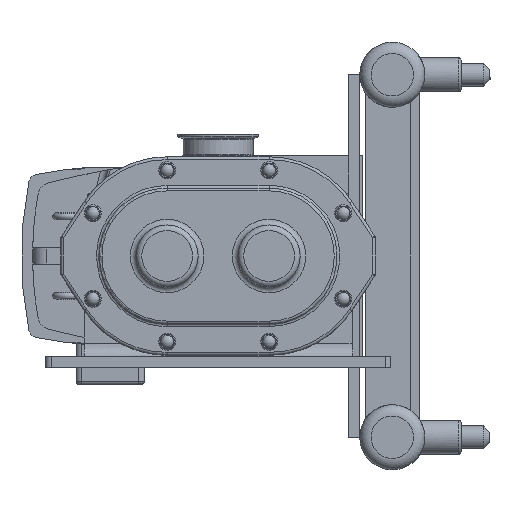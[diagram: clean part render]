
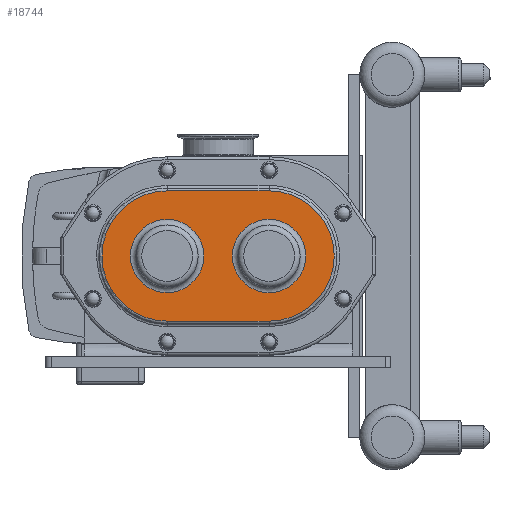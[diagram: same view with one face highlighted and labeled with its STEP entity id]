
A CAD part, left-side view. The second image highlights one B-rep face of the part: STEP entity #18744.
In plain terms, the highlighted planar face has unit normal (-1, 0, 0).
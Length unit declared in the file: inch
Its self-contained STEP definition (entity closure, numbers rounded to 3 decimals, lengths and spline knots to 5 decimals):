
#1271=CIRCLE('',#20516,1.62);
#1272=CIRCLE('',#20518,2.875);
#1273=CIRCLE('',#20519,2.875);
#1274=CIRCLE('',#20520,1.62);
#1802=FACE_BOUND('',#4301,.T.);
#1803=FACE_BOUND('',#4302,.T.);
#2241=PLANE('',#20517);
#3163=FACE_OUTER_BOUND('',#4300,.T.);
#4300=EDGE_LOOP('',(#16440,#16441,#16442,#16443));
#4301=EDGE_LOOP('',(#16444));
#4302=EDGE_LOOP('',(#16445));
#5707=LINE('',#34393,#7078);
#5708=LINE('',#34397,#7079);
#7078=VECTOR('',#25266,0.3937);
#7079=VECTOR('',#25269,0.3937);
#8896=VERTEX_POINT('',#34387);
#8897=VERTEX_POINT('',#34391);
#8898=VERTEX_POINT('',#34392);
#8899=VERTEX_POINT('',#34394);
#8900=VERTEX_POINT('',#34396);
#8901=VERTEX_POINT('',#34399);
#11494=EDGE_CURVE('',#8896,#8896,#1271,.T.);
#11495=EDGE_CURVE('',#8897,#8898,#5707,.T.);
#11496=EDGE_CURVE('',#8899,#8897,#1272,.T.);
#11497=EDGE_CURVE('',#8900,#8899,#5708,.T.);
#11498=EDGE_CURVE('',#8898,#8900,#1273,.T.);
#11499=EDGE_CURVE('',#8901,#8901,#1274,.T.);
#16440=ORIENTED_EDGE('',*,*,#11495,.F.);
#16441=ORIENTED_EDGE('',*,*,#11496,.F.);
#16442=ORIENTED_EDGE('',*,*,#11497,.F.);
#16443=ORIENTED_EDGE('',*,*,#11498,.F.);
#16444=ORIENTED_EDGE('',*,*,#11499,.F.);
#16445=ORIENTED_EDGE('',*,*,#11494,.F.);
#18744=ADVANCED_FACE('',(#3163,#1802,#1803),#2241,.T.);
#20516=AXIS2_PLACEMENT_3D('',#34389,#25262,#25263);
#20517=AXIS2_PLACEMENT_3D('',#34390,#25264,#25265);
#20518=AXIS2_PLACEMENT_3D('',#34395,#25267,#25268);
#20519=AXIS2_PLACEMENT_3D('',#34398,#25270,#25271);
#20520=AXIS2_PLACEMENT_3D('',#34400,#25272,#25273);
#25262=DIRECTION('center_axis',(-1.,0.,0.));
#25263=DIRECTION('ref_axis',(0.,0.,1.));
#25264=DIRECTION('center_axis',(-1.,0.,0.));
#25265=DIRECTION('ref_axis',(0.,0.,-1.));
#25266=DIRECTION('',(0.,-1.,0.));
#25267=DIRECTION('center_axis',(1.,0.,0.));
#25268=DIRECTION('ref_axis',(0.,1.,0.));
#25269=DIRECTION('',(0.,1.,0.));
#25270=DIRECTION('center_axis',(1.,0.,0.));
#25271=DIRECTION('ref_axis',(0.,-1.,0.));
#25272=DIRECTION('center_axis',(-1.,0.,0.));
#25273=DIRECTION('ref_axis',(0.,0.,1.));
#34387=CARTESIAN_POINT('',(-1.02,2.25,-1.62));
#34389=CARTESIAN_POINT('Origin',(-1.02,2.25,0.));
#34390=CARTESIAN_POINT('Origin',(-1.02,0.,0.));
#34391=CARTESIAN_POINT('',(-1.02,2.25,2.875));
#34392=CARTESIAN_POINT('',(-1.02,-2.25,2.875));
#34393=CARTESIAN_POINT('',(-1.02,-1.125,2.875));
#34394=CARTESIAN_POINT('',(-1.02,2.25,-2.875));
#34395=CARTESIAN_POINT('Origin',(-1.02,2.25,0.));
#34396=CARTESIAN_POINT('',(-1.02,-2.25,-2.875));
#34397=CARTESIAN_POINT('',(-1.02,1.125,-2.875));
#34398=CARTESIAN_POINT('Origin',(-1.02,-2.25,0.));
#34399=CARTESIAN_POINT('',(-1.02,-2.25,-1.62));
#34400=CARTESIAN_POINT('Origin',(-1.02,-2.25,0.));
